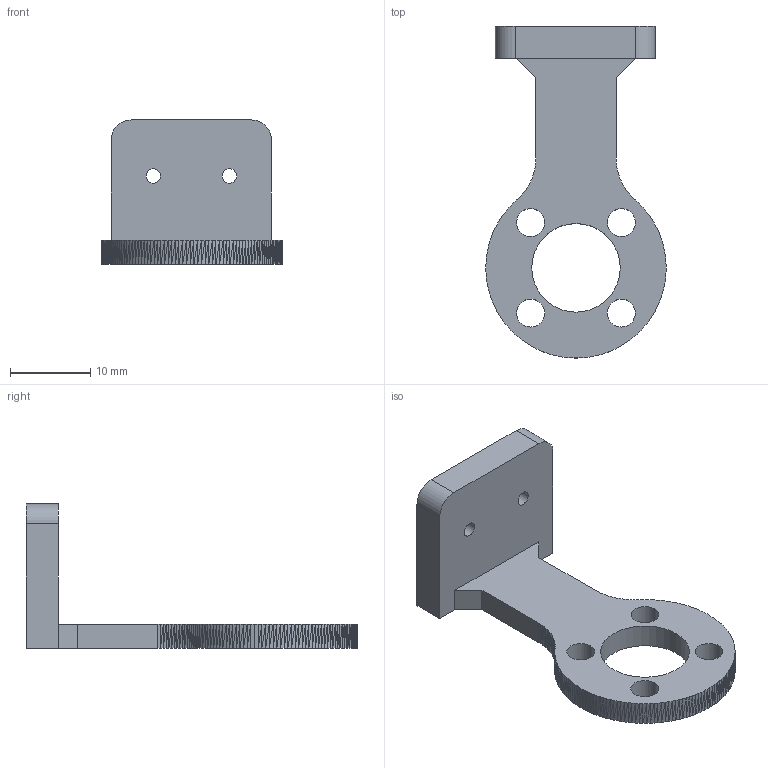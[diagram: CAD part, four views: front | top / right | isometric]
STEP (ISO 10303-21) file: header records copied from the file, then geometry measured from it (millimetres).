
FILE_DESCRIPTION(/* description */ (''),/* implementation_level */ '2;1');
FILE_NAME(/* name */ 'z-max-endstop.step',/* time_stamp */ '2022-02-02T14:15:30+01:00',/* author */ (''),/* organization */ (''),/* preprocessor_version */ 'ST-DEVELOPER v18.1',/* originating_system */ 'Autodesk Translation Framework v10.13.0.1454',/* authorisation */ '');
FILE_SCHEMA (('AUTOMOTIVE_DESIGN { 1 0 10303 214 3 1 1 }'));
Length unit declared in the file: millimetre
Products named in the file (1): Z-Max-Endstop
Bounding box: 22.5 x 41.41 x 18 mm (x, y, z)
Volume: 2686.1 mm3; surface area: 2367.7 mm2
Topology: 1 solids, 1 shells, 318 faces, 654 edges, 338 vertices
Faces by surface type: plane 309, cylinder 9
Full cylindrical faces by diameter (mm): 1.8 x2, 3.488 x4, 11.049 x1
Entity records: 7894 total; most frequent: CARTESIAN_POINT 1313, DIRECTION 1311, ORIENTED_EDGE 1310, EDGE_CURVE 655, LINE 637, VECTOR 637, VERTEX_POINT 339, AXIS2_PLACEMENT_3D 337
